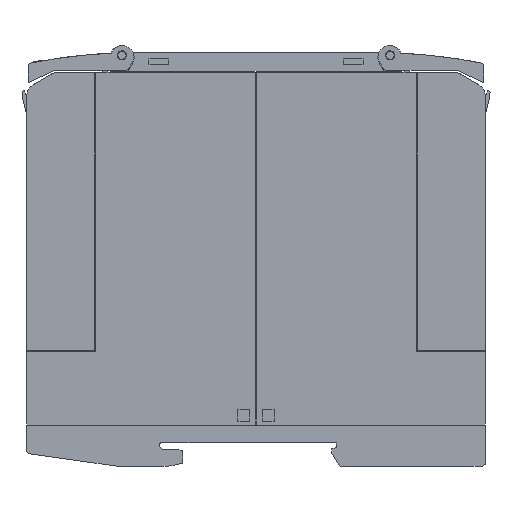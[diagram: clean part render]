
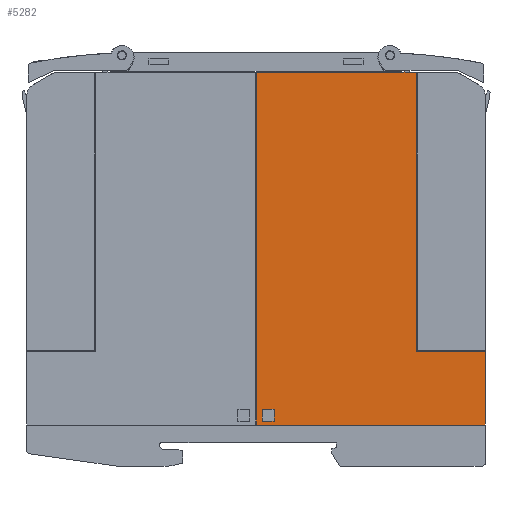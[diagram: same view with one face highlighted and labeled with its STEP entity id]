
A CAD part, left-side view. The second image highlights one B-rep face of the part: STEP entity #5282.
In plain terms, the highlighted planar face has unit normal (-1, 0, 0).
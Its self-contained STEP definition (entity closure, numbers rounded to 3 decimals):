
#5282=ADVANCED_FACE('',(#10761,#10762),#10763,.T.);
#10761=FACE_BOUND('',#16307,.T.);
#10762=FACE_OUTER_BOUND('',#16308,.T.);
#10763=PLANE('',#16309);
#16307=EDGE_LOOP('',(#33092,#33093,#33094,#33095));
#16308=EDGE_LOOP('',(#33096,#33097,#33098,#33099,#33100,#33101));
#16309=AXIS2_PLACEMENT_3D('',#33102,#33103,#33104);
#33092=ORIENTED_EDGE('',*,*,#40309,.T.);
#33093=ORIENTED_EDGE('',*,*,#40285,.T.);
#33094=ORIENTED_EDGE('',*,*,#40293,.T.);
#33095=ORIENTED_EDGE('',*,*,#40306,.T.);
#33096=ORIENTED_EDGE('',*,*,#35836,.T.);
#33097=ORIENTED_EDGE('',*,*,#35862,.T.);
#33098=ORIENTED_EDGE('',*,*,#40316,.T.);
#33099=ORIENTED_EDGE('',*,*,#40299,.F.);
#33100=ORIENTED_EDGE('',*,*,#40317,.T.);
#33101=ORIENTED_EDGE('',*,*,#40312,.T.);
#33102=CARTESIAN_POINT('',(0.0,25.949,9.001));
#33103=DIRECTION('',(-1.0,0.0,0.0));
#33104=DIRECTION('',(0.0,-1.0,0.0));
#35836=EDGE_CURVE('',#43723,#43727,#43729,.T.);
#35862=EDGE_CURVE('',#43727,#43779,#43780,.T.);
#40285=EDGE_CURVE('',#50318,#50316,#50319,.T.);
#40293=EDGE_CURVE('',#50316,#50327,#50329,.T.);
#40299=EDGE_CURVE('',#50338,#50340,#50341,.T.);
#40306=EDGE_CURVE('',#50327,#50350,#50352,.T.);
#40309=EDGE_CURVE('',#50350,#50318,#50355,.T.);
#40312=EDGE_CURVE('',#50358,#43723,#50359,.T.);
#40316=EDGE_CURVE('',#43779,#50340,#50364,.T.);
#40317=EDGE_CURVE('',#50338,#50358,#50365,.T.);
#43723=VERTEX_POINT('',#55805);
#43727=VERTEX_POINT('',#55811);
#43729=LINE('',#55814,#55815);
#43779=VERTEX_POINT('',#55889);
#43780=LINE('',#55890,#55891);
#50316=VERTEX_POINT('',#65732);
#50318=VERTEX_POINT('',#65735);
#50319=LINE('',#65736,#65737);
#50327=VERTEX_POINT('',#65749);
#50329=LINE('',#65752,#65753);
#50338=VERTEX_POINT('',#65765);
#50340=VERTEX_POINT('',#65768);
#50341=LINE('',#65769,#65770);
#50350=VERTEX_POINT('',#65783);
#50352=LINE('',#65786,#65787);
#50355=LINE('',#65791,#65792);
#50358=VERTEX_POINT('',#65795);
#50359=LINE('',#65796,#65797);
#50364=LINE('',#65804,#65805);
#50365=LINE('',#65806,#65807);
#55805=CARTESIAN_POINT('',(0.0,0.999,25.101));
#55811=CARTESIAN_POINT('',(0.0,16.099,25.101));
#55814=CARTESIAN_POINT('',(0.0,17.224,25.101));
#55815=VECTOR('',#68351,1.0);
#55889=CARTESIAN_POINT('',(0.0,16.099,85.801));
#55890=CARTESIAN_POINT('',(0.0,16.099,32.226));
#55891=VECTOR('',#68376,1.0);
#65732=CARTESIAN_POINT('',(0.0,46.999,12.401));
#65735=CARTESIAN_POINT('',(0.0,49.599,12.401));
#65736=CARTESIAN_POINT('',(0.0,37.124,12.401));
#65737=VECTOR('',#72595,1.0);
#65749=CARTESIAN_POINT('',(0.0,46.999,9.801));
#65752=CARTESIAN_POINT('',(0.0,46.999,10.051));
#65753=VECTOR('',#72601,1.0);
#65765=CARTESIAN_POINT('',(0.0,50.899,9.001));
#65768=CARTESIAN_POINT('',(0.0,50.899,85.801));
#65769=CARTESIAN_POINT('',(0.0,50.899,9.001));
#65770=VECTOR('',#72606,1.0);
#65783=CARTESIAN_POINT('',(0.0,49.599,9.801));
#65786=CARTESIAN_POINT('',(0.0,37.124,9.801));
#65787=VECTOR('',#72612,1.0);
#65791=CARTESIAN_POINT('',(0.0,49.599,10.051));
#65792=VECTOR('',#72614,1.0);
#65795=CARTESIAN_POINT('',(0.0,0.999,9.001));
#65796=CARTESIAN_POINT('',(0.0,0.999,9.001));
#65797=VECTOR('',#72615,1.0);
#65804=CARTESIAN_POINT('',(0.0,50.899,85.801));
#65805=VECTOR('',#72618,1.0);
#65806=CARTESIAN_POINT('',(0.0,50.899,9.001));
#65807=VECTOR('',#72619,1.0);
#68351=DIRECTION('',(0.0,1.0,-0.0));
#68376=DIRECTION('',(0.0,0.0,1.0));
#72595=DIRECTION('',(-0.0,-1.0,-0.0));
#72601=DIRECTION('',(-0.0,-0.0,-1.0));
#72606=DIRECTION('',(0.0,0.0,1.0));
#72612=DIRECTION('',(0.0,1.0,-0.0));
#72614=DIRECTION('',(0.0,0.0,1.0));
#72615=DIRECTION('',(0.0,0.0,1.0));
#72618=DIRECTION('',(0.0,1.0,-0.0));
#72619=DIRECTION('',(0.0,-1.0,0.0));
